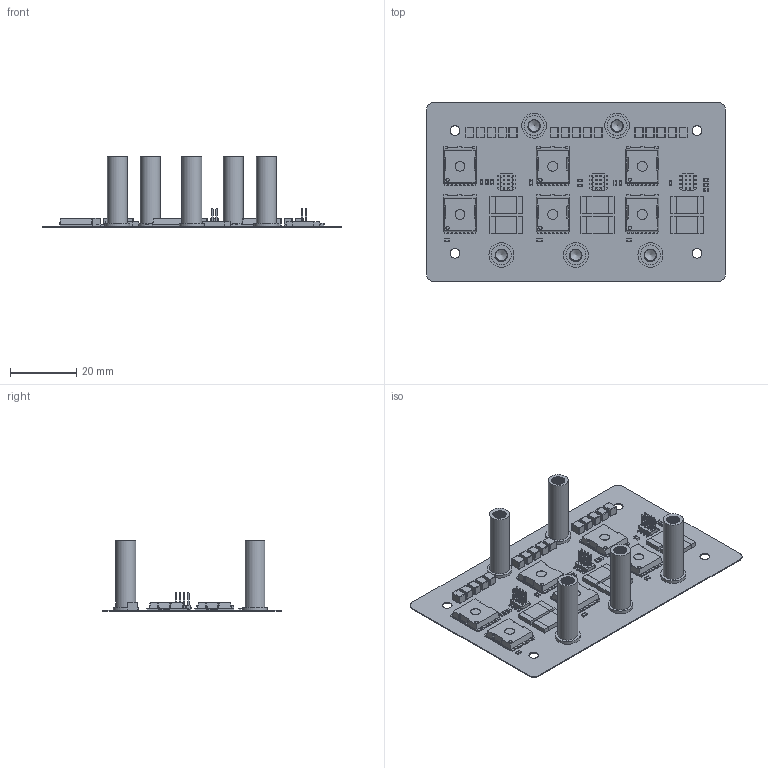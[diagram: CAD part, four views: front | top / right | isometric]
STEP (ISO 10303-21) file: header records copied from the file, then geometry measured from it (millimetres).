
FILE_DESCRIPTION(('Open CASCADE Model'),'2;1');
FILE_NAME('Open CASCADE Shape Model','2024-12-11T11:30:42',('Author'),( 'Open CASCADE'),'Open CASCADE STEP processor 7.5','Open CASCADE 7.5' ,'Unknown');
FILE_SCHEMA(('AUTOMOTIVE_DESIGN { 1 0 10303 214 1 1 1 1 }'));
Length unit declared in the file: millimetre
Products named in the file (68): PCB; Board; Open CASCADE STEP translator 7.5 2.1.1; C16; C3225X7R2A106K250AC; C15; C14; C13; C2; C1; J3; jsL2-H1; HDR-SMD_8P-P1.27-V-M-C2-C4-LS5.3; SOLID; J2; J1; RT1; RESC1608X50; R1; R19; R6; R5; R4; R17; R16; R3; R2; R15; R14; R13; R18; R9; CSS2H-3920R-L500FE; term1; term2; body; R8; R7; R12; R11 ...
Assembly tree (110 placements, depth 5):
  PCB
    Board
      Open CASCADE STEP translator 7.5 2.1.1
    C16
      C3225X7R2A106K250AC
    C15
      C3225X7R2A106K250AC
    C14
      C3225X7R2A106K250AC
    C13
      C3225X7R2A106K250AC
    C2
      C3225X7R2A106K250AC
    C1
      C3225X7R2A106K250AC
    J3
      jsL2-H1
        HDR-SMD_8P-P1.27-V-M-C2-C4-LS5.3
          SOLID
    J2
      jsL2-H1
        HDR-SMD_8P-P1.27-V-M-C2-C4-LS5.3
          SOLID
    J1
      jsL2-H1
        HDR-SMD_8P-P1.27-V-M-C2-C4-LS5.3
          SOLID
    RT1
      RESC1608X50
    R1
      RESC1608X50
    R19
      RESC1608X50
    R6
      RESC1608X50
    R5
      RESC1608X50
    R4
      RESC1608X50
    R17
      RESC1608X50
    R16
      RESC1608X50
    R3
      RESC1608X50
    R2
      RESC1608X50
    R15
      RESC1608X50
    R14
      RESC1608X50
    R13
      RESC1608X50
    R18
      RESC1608X50
    R9
      CSS2H-3920R-L500FE
        term1
        term2
        body
Bounding box: 90 x 54 x 21.28 mm (x, y, z)
Volume: 5728.4 mm3; surface area: 19805.8 mm2
Topology: 203 solids, 203 shells, 5087 faces, 12577 edges, 7760 vertices
Faces by surface type: plane 3202, cylinder 1312, bspline 328, sphere 240, cone 5
Full cylindrical faces by diameter (mm): 3 x4, 3.529 x75, 4.086 x40, 6 x5, 7.5 x5
Entity records: 37828 total; most frequent: CARTESIAN_POINT 9929, ORIENTED_EDGE 4716, DIRECTION 4274, EDGE_CURVE 2358, LINE 1788, VECTOR 1788, VERTEX_POINT 1506, AXIS2_PLACEMENT_3D 1243
